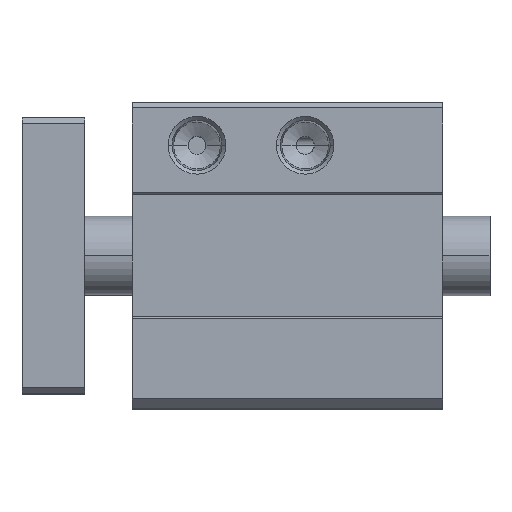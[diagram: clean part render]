
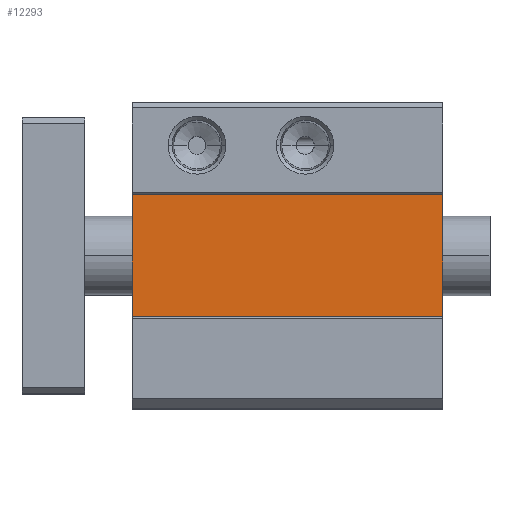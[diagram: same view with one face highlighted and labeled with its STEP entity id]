
A CAD part, top view. The second image highlights one B-rep face of the part: STEP entity #12293.
In plain terms, the highlighted planar face has unit normal (0, 0, 1).
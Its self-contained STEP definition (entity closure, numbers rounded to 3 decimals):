
#226 = AXIS2_PLACEMENT_3D ( 'NONE', #12783, #8555, #7623 ) ;
#591 = CARTESIAN_POINT ( 'NONE',  ( 0., 15.5, 80.4 ) ) ;
#592 = VECTOR ( 'NONE', #10863, 1000. ) ;
#833 = ORIENTED_EDGE ( 'NONE', *, *, #8826, .F. ) ;
#1101 = CARTESIAN_POINT ( 'NONE',  ( 79., -15.5, 80.4 ) ) ;
#1410 = VECTOR ( 'NONE', #9700, 1000. ) ;
#2280 = VERTEX_POINT ( 'NONE', #5426 ) ;
#2327 = DIRECTION ( 'NONE',  ( -1., 0., 0. ) ) ;
#2717 = PLANE ( 'NONE',  #226 ) ;
#3729 = ORIENTED_EDGE ( 'NONE', *, *, #10184, .F. ) ;
#4099 = LINE ( 'NONE', #9235, #11978 ) ;
#4661 = FACE_OUTER_BOUND ( 'NONE', #5118, .T. ) ;
#4704 = CARTESIAN_POINT ( 'NONE',  ( 0., 15.5, 80.4 ) ) ;
#5118 = EDGE_LOOP ( 'NONE', ( #7394, #833, #11913, #3729 ) ) ;
#5426 = CARTESIAN_POINT ( 'NONE',  ( 79., 15.5, 80.4 ) ) ;
#6102 = VERTEX_POINT ( 'NONE', #9601 ) ;
#6716 = VERTEX_POINT ( 'NONE', #1101 ) ;
#6772 = EDGE_CURVE ( 'NONE', #7971, #6102, #6860, .T. ) ;
#6860 = LINE ( 'NONE', #11953, #1410 ) ;
#6901 = EDGE_CURVE ( 'NONE', #6716, #2280, #4099, .T. ) ;
#7394 = ORIENTED_EDGE ( 'NONE', *, *, #6772, .T. ) ;
#7623 = DIRECTION ( 'NONE',  ( 1., 0., 0. ) ) ;
#7822 = LINE ( 'NONE', #591, #592 ) ;
#7971 = VERTEX_POINT ( 'NONE', #4704 ) ;
#8359 = LINE ( 'NONE', #12392, #9017 ) ;
#8555 = DIRECTION ( 'NONE',  ( 0., 0., 1. ) ) ;
#8826 = EDGE_CURVE ( 'NONE', #6716, #6102, #8359, .T. ) ;
#9017 = VECTOR ( 'NONE', #2327, 1000. ) ;
#9235 = CARTESIAN_POINT ( 'NONE',  ( 79., -15.5, 80.4 ) ) ;
#9601 = CARTESIAN_POINT ( 'NONE',  ( 0., -15.5, 80.4 ) ) ;
#9700 = DIRECTION ( 'NONE',  ( 0., -1., 0. ) ) ;
#10184 = EDGE_CURVE ( 'NONE', #7971, #2280, #7822, .T. ) ;
#10231 = DIRECTION ( 'NONE',  ( 0., 1., 0. ) ) ;
#10863 = DIRECTION ( 'NONE',  ( 1., 0., 0. ) ) ;
#11913 = ORIENTED_EDGE ( 'NONE', *, *, #6901, .T. ) ;
#11953 = CARTESIAN_POINT ( 'NONE',  ( 0., -15.5, 80.4 ) ) ;
#11978 = VECTOR ( 'NONE', #10231, 1000. ) ;
#12293 = ADVANCED_FACE ( 'NONE', ( #4661 ), #2717, .T. ) ;
#12392 = CARTESIAN_POINT ( 'NONE',  ( 0., -15.5, 80.4 ) ) ;
#12783 = CARTESIAN_POINT ( 'NONE',  ( 0., -15.5, 80.4 ) ) ;
